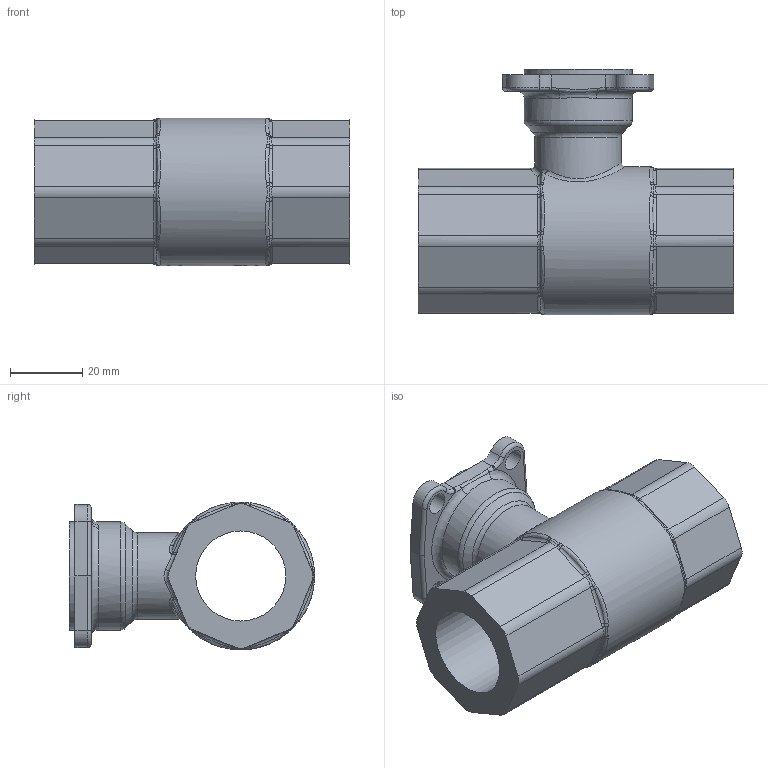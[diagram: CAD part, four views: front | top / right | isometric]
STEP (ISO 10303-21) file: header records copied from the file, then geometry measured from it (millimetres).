
FILE_DESCRIPTION(/* description */ (''),/* implementation_level */ '2;1');
FILE_NAME(/* name */ '12611-21025.stp',/* time_stamp */ '2013-08-29T08:44:53-04:00',/* author */ (''),/* organization */ (''),/* preprocessor_version */ 'ST-DEVELOPER v11',/* originating_system */ 'SIEMENS UGS NX 6.0',/* authorisation */ '');
FILE_SCHEMA (('CONFIG_CONTROL_DESIGN'));
Length unit declared in the file: millimetre
Products named in the file (1): 12611-21025
Bounding box: 87.6 x 67.99 x 40.99 mm (x, y, z)
Volume: 78758.1 mm3; surface area: 25444.2 mm2
Topology: 1 solids, 1 shells, 287 faces, 700 edges, 424 vertices
Faces by surface type: bspline 128, plane 65, cylinder 59, extrusion 22, torus 12, cone 1
Full cylindrical faces by diameter (mm): 5.5 x1, 6 x4, 24 x1, 25 x1, 26 x1, 30 x2, 41 x1
Entity records: 10741 total; most frequent: CARTESIAN_POINT 4908, ORIENTED_EDGE 1356, DIRECTION 938, EDGE_CURVE 678, VERTEX_POINT 418, AXIS2_PLACEMENT_3D 375, EDGE_LOOP 322, B_SPLINE_CURVE_WITH_KNOTS 297
